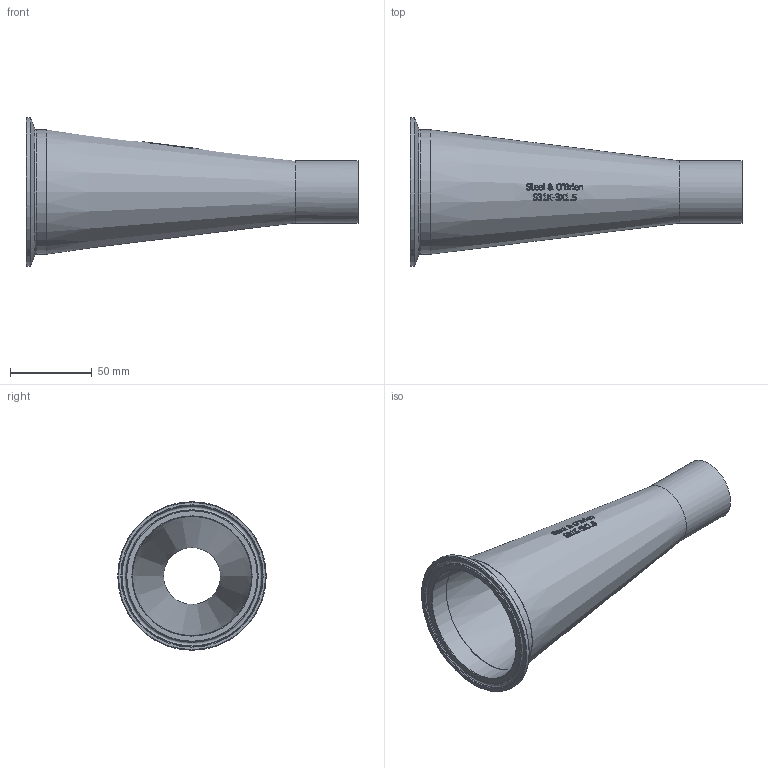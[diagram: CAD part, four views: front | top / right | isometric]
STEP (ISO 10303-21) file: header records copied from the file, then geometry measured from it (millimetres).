
FILE_DESCRIPTION(/* description */ (''),/* implementation_level */ '2;1');
FILE_NAME(/* name */ 'S31K-3X15.stp',/* time_stamp */ '2018-12-03T10:21:14-05:00',/* author */ ('rick'),/* organization */ (''),/* preprocessor_version */ 'ST-DEVELOPER v15.2',/* originating_system */ 'Autodesk Inventor 2014',/* authorisation */ '');
FILE_SCHEMA (('AUTOMOTIVE_DESIGN { 1 0 10303 214 3 1 1 }'));
Length unit declared in the file: inch
Products named in the file (1): S31K-3X15
Bounding box: 203.2 x 90.91 x 90.91 mm (x, y, z)
Volume: 63078 mm3; surface area: 72682.5 mm2
Topology: 1 solids, 1 shells, 403 faces, 1086 edges, 720 vertices
Faces by surface type: bspline 188, plane 164, cone 37, torus 9, cylinder 5
Full cylindrical faces by diameter (mm): 34.798 x1, 38.1 x1, 72.898 x1, 76.2 x1, 90.907 x1
Entity records: 15973 total; most frequent: CARTESIAN_POINT 6985, ORIENTED_EDGE 2130, DIRECTION 1311, EDGE_CURVE 1065, VERTEX_POINT 718, LINE 491, VECTOR 491, EDGE_LOOP 459
